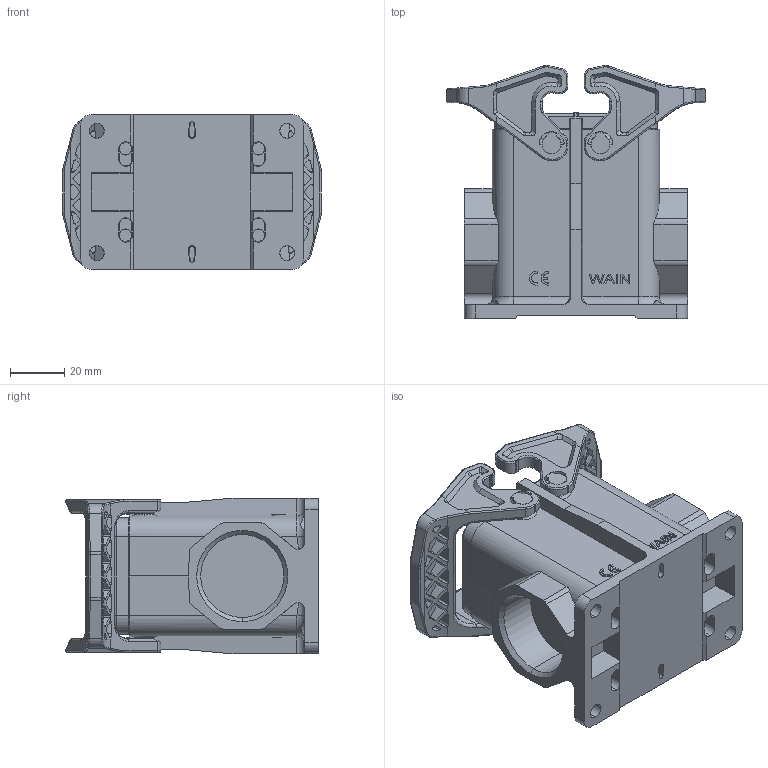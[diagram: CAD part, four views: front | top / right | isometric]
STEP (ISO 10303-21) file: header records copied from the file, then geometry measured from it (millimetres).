
FILE_DESCRIPTION((''),'2;1');
FILE_NAME('_ASM1_SW000412','2024-02-01T',('13001'),(''),'PRO/ENGINEER BY PARAMETRIC TECHNOLOGY CORPORATION, 2012480','PRO/ENGINEER BY PARAMETRIC TECHNOLOGY CORPORATION, 2012480','');
FILE_SCHEMA(('CONFIG_CONTROL_DESIGN'));
Products named in the file (1): _ASM1_SW000412
Bounding box: 95 x 92.91 x 57 mm (x, y, z)
Volume: 117814.9 mm3; surface area: 61733.9 mm2
Topology: 3 solids, 3 shells, 2099 faces, 6930 edges, 4573 vertices
Faces by surface type: plane 1069, cylinder 678, bspline 130, cone 102, torus 94, extrusion 20, sphere 6
Entity records: 97204 total; most frequent: CARTESIAN_POINT 38853, ORIENTED_EDGE 13832, DIRECTION 10510, EDGE_CURVE 6916, VERTEX_POINT 4573, VECTOR 3546, LINE 3526, AXIS2_PLACEMENT_3D 3482
